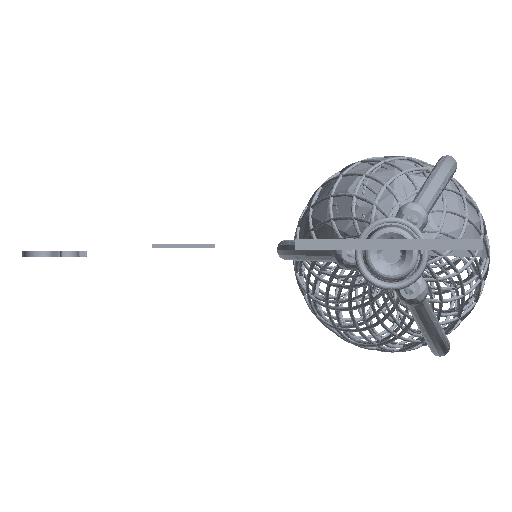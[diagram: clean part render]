
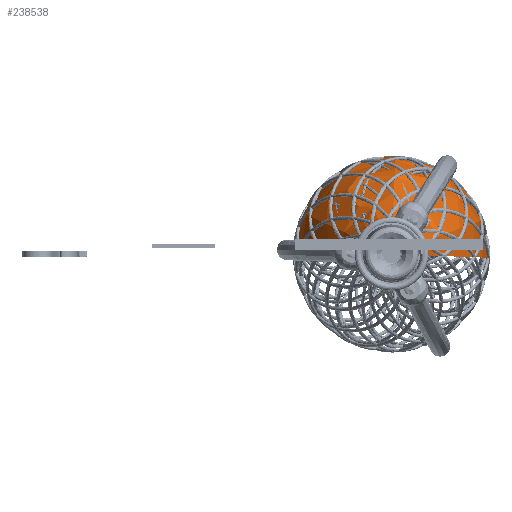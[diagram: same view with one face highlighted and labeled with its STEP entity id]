
A CAD part, left-side view. The second image highlights one B-rep face of the part: STEP entity #238538.
In plain terms, the highlighted free-form (B-spline) face has degree [5, 3] with [6, 4] control points.
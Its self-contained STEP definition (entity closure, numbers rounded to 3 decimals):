
#238495 = VERTEX_POINT('',#238496);
#238496 = CARTESIAN_POINT('',(-0.046,-1.699,
    -0.066));
#238503 = EDGE_CURVE('',#238504,#238495,#238506,.T.);
#238504 = VERTEX_POINT('',#238505);
#238505 = CARTESIAN_POINT('',(-0.046,1.699,
    0.066));
#238506 = ( BOUNDED_CURVE() B_SPLINE_CURVE(2,(#238507,#238508,#238509,
#238510,#238511),.UNSPECIFIED.,.F.,.F.) B_SPLINE_CURVE_WITH_KNOTS((3,2,3
    ),(1.571,3.142,4.712),
.PIECEWISE_BEZIER_KNOTS.) CURVE() GEOMETRIC_REPRESENTATION_ITEM() 
RATIONAL_B_SPLINE_CURVE((1.,0.707,1.,0.707,1.)) 
REPRESENTATION_ITEM('') );
#238507 = CARTESIAN_POINT('',(-0.046,1.699,
    0.066));
#238508 = CARTESIAN_POINT('',(-0.046,1.633,
    1.765));
#238509 = CARTESIAN_POINT('',(-0.046,-0.066,
    1.699));
#238510 = CARTESIAN_POINT('',(-0.046,-1.765,
    1.633));
#238511 = CARTESIAN_POINT('',(-0.046,-1.699,
    -0.066));
#238538 = ADVANCED_FACE('',(#238539),#238572,.T.);
#238539 = FACE_BOUND('',#238540,.T.);
#238540 = EDGE_LOOP('',(#238541,#238552,#238562,#238571));
#238541 = ORIENTED_EDGE('',*,*,#238542,.F.);
#238542 = EDGE_CURVE('',#238543,#238495,#238545,.T.);
#238543 = VERTEX_POINT('',#238544);
#238544 = CARTESIAN_POINT('',(24.246,-1.699,
    -0.066));
#238545 = B_SPLINE_CURVE_WITH_KNOTS('',5,(#238546,#238547,#238548,
    #238549,#238550,#238551),.UNSPECIFIED.,.F.,.F.,(6,6),(0.,1.),
  .PIECEWISE_BEZIER_KNOTS.);
#238546 = CARTESIAN_POINT('',(24.246,-1.699,
    -0.066));
#238547 = CARTESIAN_POINT('',(20.482,-1.699,
    -0.066));
#238548 = CARTESIAN_POINT('',(14.856,-5.654,
    -0.22));
#238549 = CARTESIAN_POINT('',(8.507,-8.684,
    -0.339));
#238550 = CARTESIAN_POINT('',(3.769,-1.699,
    -0.066));
#238551 = CARTESIAN_POINT('',(-0.046,-1.699,
    -0.066));
#238552 = ORIENTED_EDGE('',*,*,#238553,.F.);
#238553 = EDGE_CURVE('',#238554,#238543,#238556,.T.);
#238554 = VERTEX_POINT('',#238555);
#238555 = CARTESIAN_POINT('',(24.246,1.699,
    0.066));
#238556 = ( BOUNDED_CURVE() B_SPLINE_CURVE(2,(#238557,#238558,#238559,
#238560,#238561),.UNSPECIFIED.,.F.,.F.) B_SPLINE_CURVE_WITH_KNOTS((3,2,3
    ),(1.571,3.142,4.712),
.PIECEWISE_BEZIER_KNOTS.) CURVE() GEOMETRIC_REPRESENTATION_ITEM() 
RATIONAL_B_SPLINE_CURVE((1.,0.707,1.,0.707,1.)) 
REPRESENTATION_ITEM('') );
#238557 = CARTESIAN_POINT('',(24.246,1.699,
    0.066));
#238558 = CARTESIAN_POINT('',(24.246,1.633,
    1.765));
#238559 = CARTESIAN_POINT('',(24.246,-0.066,
    1.699));
#238560 = CARTESIAN_POINT('',(24.246,-1.765,
    1.633));
#238561 = CARTESIAN_POINT('',(24.246,-1.699,
    -0.066));
#238562 = ORIENTED_EDGE('',*,*,#238563,.T.);
#238563 = EDGE_CURVE('',#238554,#238504,#238564,.T.);
#238564 = B_SPLINE_CURVE_WITH_KNOTS('',5,(#238565,#238566,#238567,
    #238568,#238569,#238570),.UNSPECIFIED.,.F.,.F.,(6,6),(0.,1.),
  .PIECEWISE_BEZIER_KNOTS.);
#238565 = CARTESIAN_POINT('',(24.246,1.699,
    0.066));
#238566 = CARTESIAN_POINT('',(20.482,1.699,
    0.066));
#238567 = CARTESIAN_POINT('',(14.856,5.654,
    0.22));
#238568 = CARTESIAN_POINT('',(8.507,8.684,
    0.339));
#238569 = CARTESIAN_POINT('',(3.769,1.699,
    0.066));
#238570 = CARTESIAN_POINT('',(-0.046,1.699,
    0.066));
#238571 = ORIENTED_EDGE('',*,*,#238503,.T.);
#238572 = ( BOUNDED_SURFACE() B_SPLINE_SURFACE(5,3,(
    (#238573,#238574,#238575,#238576)
    ,(#238577,#238578,#238579,#238580)
    ,(#238581,#238582,#238583,#238584)
    ,(#238585,#238586,#238587,#238588)
    ,(#238589,#238590,#238591,#238592)
    ,(#238593,#238594,#238595,#238596
)),.UNSPECIFIED.,.F.,.F.,.F.) B_SPLINE_SURFACE_WITH_KNOTS((6,6),(4,4),(
    0.,1.),(0.,1.),.PIECEWISE_BEZIER_KNOTS.) 
GEOMETRIC_REPRESENTATION_ITEM() RATIONAL_B_SPLINE_SURFACE((
    (1.,0.333,0.333,1.)
    ,(1.,0.333,0.333,1.)
    ,(1.,0.333,0.333,1.)
    ,(1.,0.333,0.333,1.)
    ,(1.,0.333,0.333,1.)
,(1.,0.333,0.333,1.
))) REPRESENTATION_ITEM('') SURFACE() );
#238573 = CARTESIAN_POINT('',(24.246,1.699,
    0.066));
#238574 = CARTESIAN_POINT('',(24.246,1.567,
    3.465));
#238575 = CARTESIAN_POINT('',(24.246,-1.832,
    3.332));
#238576 = CARTESIAN_POINT('',(24.246,-1.699,
    -0.066));
#238577 = CARTESIAN_POINT('',(20.482,1.699,
    0.066));
#238578 = CARTESIAN_POINT('',(20.482,1.567,
    3.465));
#238579 = CARTESIAN_POINT('',(20.482,-1.832,
    3.332));
#238580 = CARTESIAN_POINT('',(20.482,-1.699,
    -0.066));
#238581 = CARTESIAN_POINT('',(14.856,5.654,
    0.22));
#238582 = CARTESIAN_POINT('',(14.856,5.213,
    11.528));
#238583 = CARTESIAN_POINT('',(14.856,-6.095,
    11.087));
#238584 = CARTESIAN_POINT('',(14.856,-5.654,
    -0.22));
#238585 = CARTESIAN_POINT('',(8.507,8.684,
    0.339));
#238586 = CARTESIAN_POINT('',(8.507,8.007,
    17.707));
#238587 = CARTESIAN_POINT('',(8.507,-9.361,
    17.03));
#238588 = CARTESIAN_POINT('',(8.507,-8.684,
    -0.339));
#238589 = CARTESIAN_POINT('',(3.769,1.699,
    0.066));
#238590 = CARTESIAN_POINT('',(3.769,1.567,
    3.465));
#238591 = CARTESIAN_POINT('',(3.769,-1.832,
    3.332));
#238592 = CARTESIAN_POINT('',(3.769,-1.699,
    -0.066));
#238593 = CARTESIAN_POINT('',(-0.046,1.699,
    0.066));
#238594 = CARTESIAN_POINT('',(-0.046,1.567,
    3.465));
#238595 = CARTESIAN_POINT('',(-0.046,-1.832,
    3.332));
#238596 = CARTESIAN_POINT('',(-0.046,-1.699,
    -0.066));
